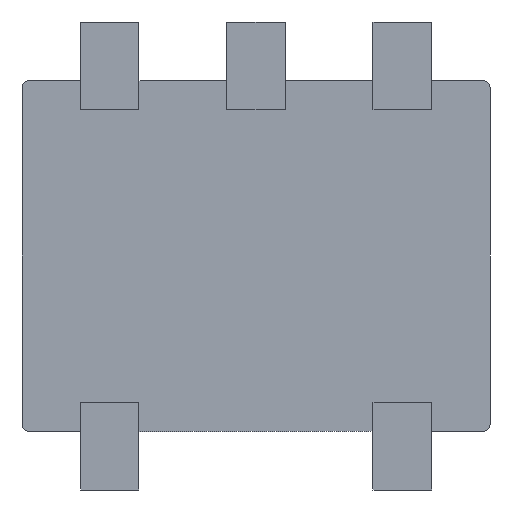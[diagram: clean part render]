
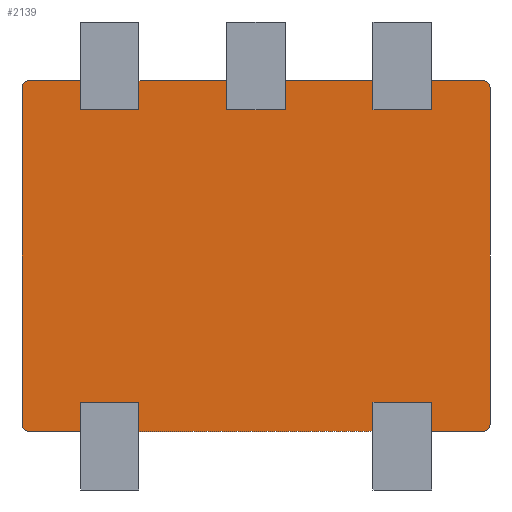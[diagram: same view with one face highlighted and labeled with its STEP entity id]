
A CAD part, front view. The second image highlights one B-rep face of the part: STEP entity #2139.
In plain terms, the highlighted planar face has unit normal (0, -1, 0).
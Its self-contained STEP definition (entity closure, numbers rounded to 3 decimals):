
#1264=DIRECTION('',(0.,0.,-1.));
#1265=VECTOR('',#1264,0.1);
#1266=CARTESIAN_POINT('',(-0.6,0.,0.6));
#1267=LINE('',#1266,#1265);
#1271=DIRECTION('',(-1.,0.,0.));
#1272=VECTOR('',#1271,0.2);
#1273=CARTESIAN_POINT('',(-0.4,0.,0.5));
#1274=LINE('',#1273,#1272);
#1278=DIRECTION('',(0.,0.,-1.));
#1279=VECTOR('',#1278,0.1);
#1280=CARTESIAN_POINT('',(-0.4,0.,0.6));
#1281=LINE('',#1280,#1279);
#1285=DIRECTION('',(1.,0.,0.));
#1286=VECTOR('',#1285,0.3);
#1287=CARTESIAN_POINT('',(-0.4,0.,0.6));
#1288=LINE('',#1287,#1286);
#1292=DIRECTION('',(0.,0.,-1.));
#1293=VECTOR('',#1292,0.1);
#1294=CARTESIAN_POINT('',(-0.1,0.,0.6));
#1295=LINE('',#1294,#1293);
#1299=DIRECTION('',(-1.,0.,0.));
#1300=VECTOR('',#1299,0.2);
#1301=CARTESIAN_POINT('',(0.1,0.,0.5));
#1302=LINE('',#1301,#1300);
#1306=DIRECTION('',(0.,0.,-1.));
#1307=VECTOR('',#1306,0.1);
#1308=CARTESIAN_POINT('',(0.1,0.,0.6));
#1309=LINE('',#1308,#1307);
#1313=DIRECTION('',(1.,0.,0.));
#1314=VECTOR('',#1313,0.3);
#1315=CARTESIAN_POINT('',(0.1,0.,0.6));
#1316=LINE('',#1315,#1314);
#1320=DIRECTION('',(0.,0.,-1.));
#1321=VECTOR('',#1320,0.1);
#1322=CARTESIAN_POINT('',(0.4,0.,0.6));
#1323=LINE('',#1322,#1321);
#1327=DIRECTION('',(-1.,0.,0.));
#1328=VECTOR('',#1327,0.2);
#1329=CARTESIAN_POINT('',(0.6,0.,0.5));
#1330=LINE('',#1329,#1328);
#1334=DIRECTION('',(0.,0.,-1.));
#1335=VECTOR('',#1334,0.1);
#1336=CARTESIAN_POINT('',(0.6,0.,0.6));
#1337=LINE('',#1336,#1335);
#1341=DIRECTION('',(1.,0.,0.));
#1342=VECTOR('',#1341,0.175);
#1343=CARTESIAN_POINT('',(0.6,0.,0.6));
#1344=LINE('',#1343,#1342);
#1348=CARTESIAN_POINT('',(0.8,0.,0.575));
#1349=CARTESIAN_POINT('',(0.8,0.,0.579));
#1350=CARTESIAN_POINT('',(0.798,0.,0.586));
#1351=CARTESIAN_POINT('',(0.793,0.,0.593));
#1352=CARTESIAN_POINT('',(0.786,0.,0.598));
#1353=CARTESIAN_POINT('',(0.779,0.,0.6));
#1354=CARTESIAN_POINT('',(0.775,0.,0.6));
#1359=DIRECTION('',(0.,0.,-1.));
#1360=VECTOR('',#1359,1.15);
#1361=CARTESIAN_POINT('',(0.8,0.,0.575));
#1362=LINE('',#1361,#1360);
#1366=CARTESIAN_POINT('',(0.775,0.,-0.6));
#1367=CARTESIAN_POINT('',(0.779,0.,-0.6));
#1368=CARTESIAN_POINT('',(0.786,0.,-0.598));
#1369=CARTESIAN_POINT('',(0.793,0.,-0.593));
#1370=CARTESIAN_POINT('',(0.798,0.,-0.586));
#1371=CARTESIAN_POINT('',(0.8,0.,-0.579));
#1372=CARTESIAN_POINT('',(0.8,0.,-0.575));
#1377=DIRECTION('',(1.,0.,0.));
#1378=VECTOR('',#1377,0.175);
#1379=CARTESIAN_POINT('',(0.6,0.,-0.6));
#1380=LINE('',#1379,#1378);
#1384=DIRECTION('',(0.,0.,1.));
#1385=VECTOR('',#1384,0.1);
#1386=CARTESIAN_POINT('',(0.6,0.,-0.6));
#1387=LINE('',#1386,#1385);
#1391=DIRECTION('',(-1.,0.,0.));
#1392=VECTOR('',#1391,0.2);
#1393=CARTESIAN_POINT('',(0.6,0.,-0.5));
#1394=LINE('',#1393,#1392);
#1398=DIRECTION('',(0.,0.,1.));
#1399=VECTOR('',#1398,0.1);
#1400=CARTESIAN_POINT('',(0.4,0.,-0.6));
#1401=LINE('',#1400,#1399);
#1405=DIRECTION('',(1.,0.,0.));
#1406=VECTOR('',#1405,0.8);
#1407=CARTESIAN_POINT('',(-0.4,0.,-0.6));
#1408=LINE('',#1407,#1406);
#1412=DIRECTION('',(0.,0.,1.));
#1413=VECTOR('',#1412,0.1);
#1414=CARTESIAN_POINT('',(-0.4,0.,-0.6));
#1415=LINE('',#1414,#1413);
#1419=DIRECTION('',(-1.,0.,0.));
#1420=VECTOR('',#1419,0.2);
#1421=CARTESIAN_POINT('',(-0.4,0.,-0.5));
#1422=LINE('',#1421,#1420);
#1426=DIRECTION('',(0.,0.,1.));
#1427=VECTOR('',#1426,0.1);
#1428=CARTESIAN_POINT('',(-0.6,0.,-0.6));
#1429=LINE('',#1428,#1427);
#1433=DIRECTION('',(1.,0.,0.));
#1434=VECTOR('',#1433,0.175);
#1435=CARTESIAN_POINT('',(-0.775,0.,-0.6));
#1436=LINE('',#1435,#1434);
#1440=CARTESIAN_POINT('',(-0.8,0.,-0.575));
#1441=CARTESIAN_POINT('',(-0.8,0.,-0.579));
#1442=CARTESIAN_POINT('',(-0.798,0.,-0.586));
#1443=CARTESIAN_POINT('',(-0.793,0.,-0.593));
#1444=CARTESIAN_POINT('',(-0.786,0.,-0.598));
#1445=CARTESIAN_POINT('',(-0.779,0.,-0.6));
#1446=CARTESIAN_POINT('',(-0.775,0.,-0.6));
#1451=DIRECTION('',(0.,0.,-1.));
#1452=VECTOR('',#1451,1.15);
#1453=CARTESIAN_POINT('',(-0.8,0.,0.575));
#1454=LINE('',#1453,#1452);
#1458=CARTESIAN_POINT('',(-0.775,0.,0.6));
#1459=CARTESIAN_POINT('',(-0.779,0.,0.6));
#1460=CARTESIAN_POINT('',(-0.786,0.,0.598));
#1461=CARTESIAN_POINT('',(-0.793,0.,0.593));
#1462=CARTESIAN_POINT('',(-0.798,0.,0.586));
#1463=CARTESIAN_POINT('',(-0.8,0.,0.579));
#1464=CARTESIAN_POINT('',(-0.8,0.,0.575));
#1469=DIRECTION('',(1.,0.,0.));
#1470=VECTOR('',#1469,0.175);
#1471=CARTESIAN_POINT('',(-0.775,0.,0.6));
#1472=LINE('',#1471,#1470);
#1964=VERTEX_POINT('',#1440);
#1965=VERTEX_POINT('',#1446);
#1970=VERTEX_POINT('',#1366);
#1971=VERTEX_POINT('',#1372);
#1984=VERTEX_POINT('',#1458);
#1985=VERTEX_POINT('',#1464);
#1992=VERTEX_POINT('',#1348);
#1993=VERTEX_POINT('',#1354);
#2016=CARTESIAN_POINT('',(-0.6,0.,0.6));
#2017=CARTESIAN_POINT('',(-0.6,0.,0.5));
#2018=VERTEX_POINT('',#2016);
#2019=VERTEX_POINT('',#2017);
#2020=CARTESIAN_POINT('',(-0.4,0.,0.6));
#2021=CARTESIAN_POINT('',(-0.4,0.,0.5));
#2022=VERTEX_POINT('',#2020);
#2023=VERTEX_POINT('',#2021);
#2024=CARTESIAN_POINT('',(-0.1,0.,0.6));
#2025=CARTESIAN_POINT('',(-0.1,0.,0.5));
#2026=VERTEX_POINT('',#2024);
#2027=VERTEX_POINT('',#2025);
#2028=CARTESIAN_POINT('',(0.1,0.,0.6));
#2029=CARTESIAN_POINT('',(0.1,0.,0.5));
#2030=VERTEX_POINT('',#2028);
#2031=VERTEX_POINT('',#2029);
#2032=CARTESIAN_POINT('',(0.4,0.,0.6));
#2033=CARTESIAN_POINT('',(0.4,0.,0.5));
#2034=VERTEX_POINT('',#2032);
#2035=VERTEX_POINT('',#2033);
#2036=CARTESIAN_POINT('',(0.6,0.,0.6));
#2037=CARTESIAN_POINT('',(0.6,0.,0.5));
#2038=VERTEX_POINT('',#2036);
#2039=VERTEX_POINT('',#2037);
#2040=CARTESIAN_POINT('',(-0.6,0.,-0.6));
#2041=CARTESIAN_POINT('',(-0.6,0.,-0.5));
#2042=VERTEX_POINT('',#2040);
#2043=VERTEX_POINT('',#2041);
#2044=CARTESIAN_POINT('',(-0.4,0.,-0.6));
#2045=CARTESIAN_POINT('',(-0.4,0.,-0.5));
#2046=VERTEX_POINT('',#2044);
#2047=VERTEX_POINT('',#2045);
#2048=CARTESIAN_POINT('',(0.4,0.,-0.6));
#2049=CARTESIAN_POINT('',(0.4,0.,-0.5));
#2050=VERTEX_POINT('',#2048);
#2051=VERTEX_POINT('',#2049);
#2052=CARTESIAN_POINT('',(0.6,0.,-0.6));
#2053=CARTESIAN_POINT('',(0.6,0.,-0.5));
#2054=VERTEX_POINT('',#2052);
#2055=VERTEX_POINT('',#2053);
#2076=CARTESIAN_POINT('',(0.,0.,0.));
#2077=DIRECTION('',(0.,1.,0.));
#2078=DIRECTION('',(1.,0.,0.));
#2079=AXIS2_PLACEMENT_3D('',#2076,#2077,#2078);
#2080=PLANE('',#2079);
#2082=ORIENTED_EDGE('',*,*,#2081,.T.);
#2084=ORIENTED_EDGE('',*,*,#2083,.F.);
#2086=ORIENTED_EDGE('',*,*,#2085,.F.);
#2088=ORIENTED_EDGE('',*,*,#2087,.T.);
#2090=ORIENTED_EDGE('',*,*,#2089,.T.);
#2092=ORIENTED_EDGE('',*,*,#2091,.F.);
#2094=ORIENTED_EDGE('',*,*,#2093,.F.);
#2096=ORIENTED_EDGE('',*,*,#2095,.T.);
#2098=ORIENTED_EDGE('',*,*,#2097,.T.);
#2100=ORIENTED_EDGE('',*,*,#2099,.F.);
#2102=ORIENTED_EDGE('',*,*,#2101,.F.);
#2104=ORIENTED_EDGE('',*,*,#2103,.T.);
#2106=ORIENTED_EDGE('',*,*,#2105,.F.);
#2108=ORIENTED_EDGE('',*,*,#2107,.T.);
#2110=ORIENTED_EDGE('',*,*,#2109,.F.);
#2112=ORIENTED_EDGE('',*,*,#2111,.F.);
#2114=ORIENTED_EDGE('',*,*,#2113,.T.);
#2116=ORIENTED_EDGE('',*,*,#2115,.T.);
#2118=ORIENTED_EDGE('',*,*,#2117,.F.);
#2120=ORIENTED_EDGE('',*,*,#2119,.F.);
#2122=ORIENTED_EDGE('',*,*,#2121,.T.);
#2124=ORIENTED_EDGE('',*,*,#2123,.T.);
#2126=ORIENTED_EDGE('',*,*,#2125,.F.);
#2128=ORIENTED_EDGE('',*,*,#2127,.F.);
#2130=ORIENTED_EDGE('',*,*,#2129,.F.);
#2132=ORIENTED_EDGE('',*,*,#2131,.F.);
#2134=ORIENTED_EDGE('',*,*,#2133,.F.);
#2136=ORIENTED_EDGE('',*,*,#2135,.T.);
#2137=EDGE_LOOP('',(#2082,#2084,#2086,#2088,#2090,#2092,#2094,#2096,#2098,#2100,
#2102,#2104,#2106,#2108,#2110,#2112,#2114,#2116,#2118,#2120,#2122,#2124,#2126,
#2128,#2130,#2132,#2134,#2136));
#2138=FACE_OUTER_BOUND('',#2137,.F.);
#2139=ADVANCED_FACE('',(#2138),#2080,.F.);
#1355=B_SPLINE_CURVE_WITH_KNOTS('',3,(#1348,#1349,#1350,#1351,#1352,#1353,
#1354),.UNSPECIFIED.,.F.,.F.,(4,1,1,1,4),(0.,0.25,0.5,0.75,1.),
.UNSPECIFIED.);
#1373=B_SPLINE_CURVE_WITH_KNOTS('',3,(#1366,#1367,#1368,#1369,#1370,#1371,
#1372),.UNSPECIFIED.,.F.,.F.,(4,1,1,1,4),(0.,0.25,0.5,0.75,1.),
.UNSPECIFIED.);
#1447=B_SPLINE_CURVE_WITH_KNOTS('',3,(#1440,#1441,#1442,#1443,#1444,#1445,
#1446),.UNSPECIFIED.,.F.,.F.,(4,1,1,1,4),(0.,0.25,0.5,0.75,1.),
.UNSPECIFIED.);
#1465=B_SPLINE_CURVE_WITH_KNOTS('',3,(#1458,#1459,#1460,#1461,#1462,#1463,
#1464),.UNSPECIFIED.,.F.,.F.,(4,1,1,1,4),(0.,0.25,0.5,0.75,1.),
.UNSPECIFIED.);
#2081=EDGE_CURVE('',#2018,#2019,#1267,.T.);
#2083=EDGE_CURVE('',#2023,#2019,#1274,.T.);
#2085=EDGE_CURVE('',#2022,#2023,#1281,.T.);
#2087=EDGE_CURVE('',#2022,#2026,#1288,.T.);
#2089=EDGE_CURVE('',#2026,#2027,#1295,.T.);
#2091=EDGE_CURVE('',#2031,#2027,#1302,.T.);
#2093=EDGE_CURVE('',#2030,#2031,#1309,.T.);
#2095=EDGE_CURVE('',#2030,#2034,#1316,.T.);
#2097=EDGE_CURVE('',#2034,#2035,#1323,.T.);
#2099=EDGE_CURVE('',#2039,#2035,#1330,.T.);
#2101=EDGE_CURVE('',#2038,#2039,#1337,.T.);
#2103=EDGE_CURVE('',#2038,#1993,#1344,.T.);
#2105=EDGE_CURVE('',#1992,#1993,#1355,.T.);
#2107=EDGE_CURVE('',#1992,#1971,#1362,.T.);
#2109=EDGE_CURVE('',#1970,#1971,#1373,.T.);
#2111=EDGE_CURVE('',#2054,#1970,#1380,.T.);
#2113=EDGE_CURVE('',#2054,#2055,#1387,.T.);
#2115=EDGE_CURVE('',#2055,#2051,#1394,.T.);
#2117=EDGE_CURVE('',#2050,#2051,#1401,.T.);
#2119=EDGE_CURVE('',#2046,#2050,#1408,.T.);
#2121=EDGE_CURVE('',#2046,#2047,#1415,.T.);
#2123=EDGE_CURVE('',#2047,#2043,#1422,.T.);
#2125=EDGE_CURVE('',#2042,#2043,#1429,.T.);
#2127=EDGE_CURVE('',#1965,#2042,#1436,.T.);
#2129=EDGE_CURVE('',#1964,#1965,#1447,.T.);
#2131=EDGE_CURVE('',#1985,#1964,#1454,.T.);
#2133=EDGE_CURVE('',#1984,#1985,#1465,.T.);
#2135=EDGE_CURVE('',#1984,#2018,#1472,.T.);
